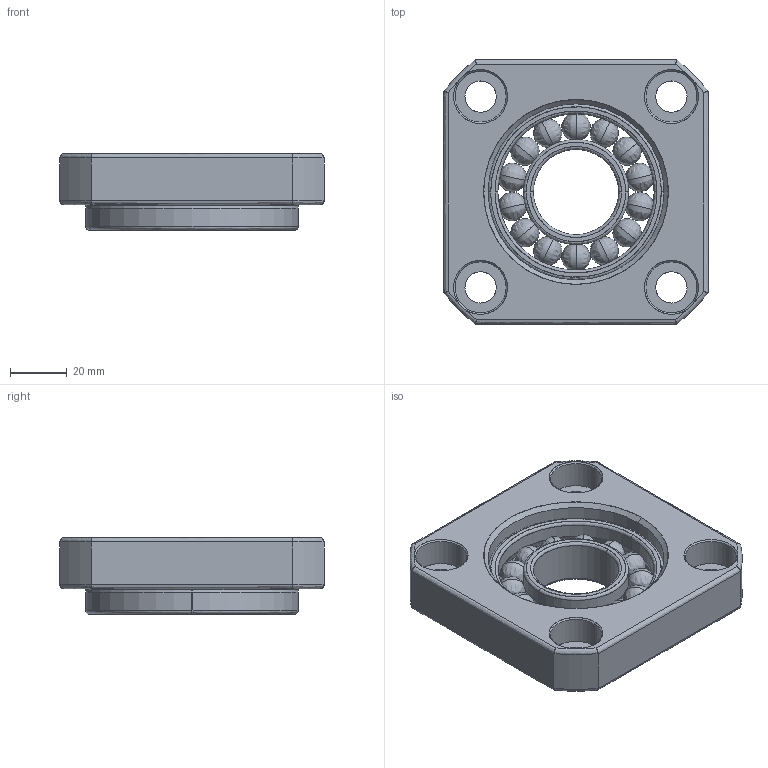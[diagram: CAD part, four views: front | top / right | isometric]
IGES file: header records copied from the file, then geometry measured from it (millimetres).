
Start section: SolidWorks IGES file using analytic representation for surfaces
Bounding box: 93 x 93 x 27 mm (x, y, z)
Surface area: 41293.8 mm2 (no closed solid volume)
Topology: 0 solids, 0 shells, 140 faces, 1858 edges, 1797 vertices
Faces by surface type: bspline 78, revolution 62
